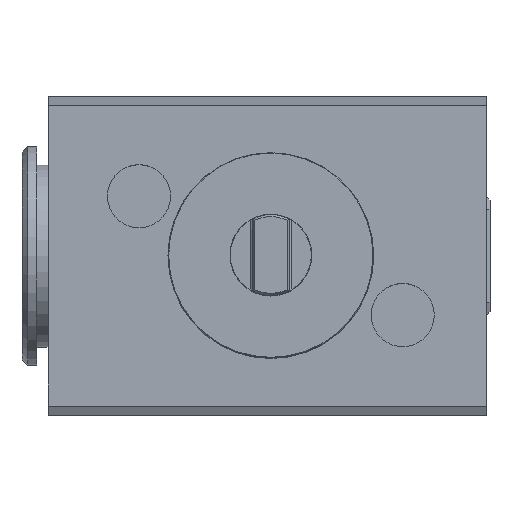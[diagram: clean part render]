
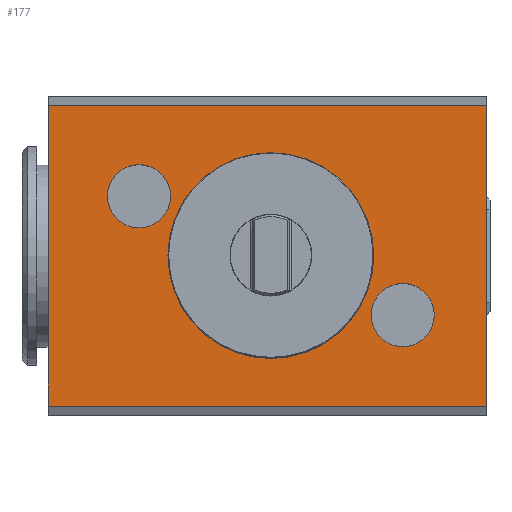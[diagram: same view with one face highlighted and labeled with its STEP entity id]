
A CAD part, top view. The second image highlights one B-rep face of the part: STEP entity #177.
In plain terms, the highlighted planar face has unit normal (0, 0, 1).
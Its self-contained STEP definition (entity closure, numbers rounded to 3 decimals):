
#118=FACE_BOUND('',#322,.T.);
#119=FACE_BOUND('',#323,.T.);
#120=FACE_BOUND('',#324,.T.);
#121=FACE_BOUND('',#325,.T.);
#177=ADVANCED_FACE('',(#118,#119,#120,#121),#211,.F.);
#211=PLANE('',#980);
#322=EDGE_LOOP('',(#556));
#323=EDGE_LOOP('',(#557));
#324=EDGE_LOOP('',(#558,#559,#560,#561));
#325=EDGE_LOOP('',(#562));
#355=CIRCLE('',#938,8.5);
#357=CIRCLE('',#942,8.5);
#360=CIRCLE('',#947,27.7);
#556=ORIENTED_EDGE('',*,*,#732,.F.);
#557=ORIENTED_EDGE('',*,*,#734,.F.);
#558=ORIENTED_EDGE('',*,*,#762,.T.);
#559=ORIENTED_EDGE('',*,*,#754,.T.);
#560=ORIENTED_EDGE('',*,*,#760,.F.);
#561=ORIENTED_EDGE('',*,*,#764,.F.);
#562=ORIENTED_EDGE('',*,*,#737,.F.);
#637=VERTEX_POINT('',#1541);
#639=VERTEX_POINT('',#1547);
#642=VERTEX_POINT('',#1555);
#658=VERTEX_POINT('',#1600);
#659=VERTEX_POINT('',#1602);
#662=VERTEX_POINT('',#1614);
#663=VERTEX_POINT('',#1618);
#732=EDGE_CURVE('',#637,#637,#355,.T.);
#734=EDGE_CURVE('',#639,#639,#357,.T.);
#737=EDGE_CURVE('',#642,#642,#360,.T.);
#754=EDGE_CURVE('',#659,#658,#808,.T.);
#760=EDGE_CURVE('',#662,#658,#814,.T.);
#762=EDGE_CURVE('',#663,#659,#816,.T.);
#764=EDGE_CURVE('',#663,#662,#818,.T.);
#808=LINE('',#1601,#854);
#814=LINE('',#1613,#860);
#816=LINE('',#1617,#862);
#818=LINE('',#1621,#864);
#854=VECTOR('',#1204,1.);
#860=VECTOR('',#1216,1.);
#862=VECTOR('',#1220,1.);
#864=VECTOR('',#1224,1.);
#938=AXIS2_PLACEMENT_3D('',#1540,#1129,#1130);
#942=AXIS2_PLACEMENT_3D('',#1546,#1137,#1138);
#947=AXIS2_PLACEMENT_3D('',#1554,#1147,#1148);
#980=AXIS2_PLACEMENT_3D('',#1623,#1227,#1228);
#1129=DIRECTION('',(0.,0.,1.));
#1130=DIRECTION('',(1.,0.,0.));
#1137=DIRECTION('',(0.,0.,1.));
#1138=DIRECTION('',(1.,0.,0.));
#1147=DIRECTION('',(0.,0.,1.));
#1148=DIRECTION('',(-1.,0.,0.));
#1204=DIRECTION('',(0.,1.,0.));
#1216=DIRECTION('',(1.,0.,0.));
#1220=DIRECTION('',(1.,0.,0.));
#1224=DIRECTION('',(0.,1.,0.));
#1227=DIRECTION('',(0.,0.,-1.));
#1228=DIRECTION('',(-1.,0.,0.));
#1540=CARTESIAN_POINT('',(35.5,-16.,0.));
#1541=CARTESIAN_POINT('',(44.,-16.,0.));
#1546=CARTESIAN_POINT('',(-35.5,16.,0.));
#1547=CARTESIAN_POINT('',(-27.,16.,0.));
#1554=CARTESIAN_POINT('',(0.,0.,0.));
#1555=CARTESIAN_POINT('',(-27.7,0.,0.));
#1600=CARTESIAN_POINT('',(58.,40.5,0.));
#1601=CARTESIAN_POINT('',(58.,-40.5,0.));
#1602=CARTESIAN_POINT('',(58.,-40.5,0.));
#1613=CARTESIAN_POINT('',(-60.,40.5,0.));
#1614=CARTESIAN_POINT('',(-60.,40.5,0.));
#1617=CARTESIAN_POINT('',(-60.,-40.5,0.));
#1618=CARTESIAN_POINT('',(-60.,-40.5,0.));
#1621=CARTESIAN_POINT('',(-60.,-40.5,0.));
#1623=CARTESIAN_POINT('',(-60.,-40.5,0.));
